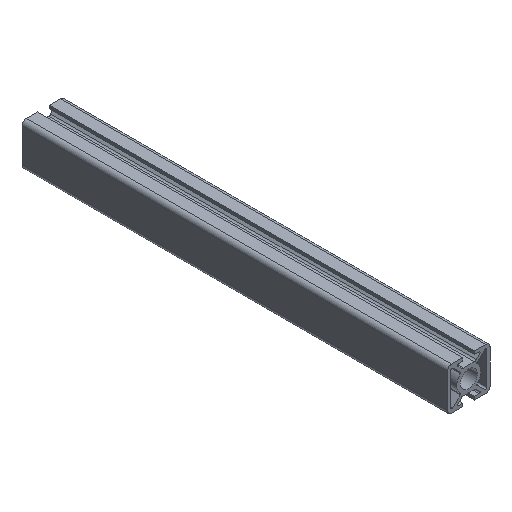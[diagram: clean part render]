
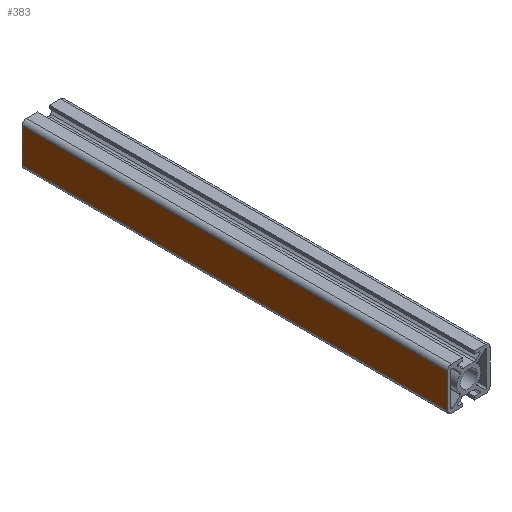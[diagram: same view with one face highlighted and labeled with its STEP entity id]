
A CAD part, isometric view. The second image highlights one B-rep face of the part: STEP entity #383.
In plain terms, the highlighted face is planar.
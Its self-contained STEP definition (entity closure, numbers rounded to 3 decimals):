
#25 = AXIS2_PLACEMENT_3D ( 'NONE', #597, #595, #598 ) ;
#34 = VECTOR ( 'NONE', #635, 1000. ) ;
#129 = VECTOR ( 'NONE', #1533, 1000. ) ;
#207 = VECTOR ( 'NONE', #1611, 1000. ) ;
#216 = VECTOR ( 'NONE', #1621, 1000. ) ;
#383 = ADVANCED_FACE ( 'PLANAR_10', ( #593 ), #594, .T. ) ;
#390 = EDGE_CURVE ( 'NONE', #1304, #1254, #633, .T. ) ;
#453 = EDGE_CURVE ( 'NONE', #1254, #1231, #1528, .T. ) ;
#479 = EDGE_CURVE ( 'NONE', #1304, #1252, #1604, .T. ) ;
#480 = EDGE_CURVE ( 'NONE', #1252, #1231, #1607, .T. ) ;
#593 = FACE_OUTER_BOUND ( 'NONE', #796, .T. ) ;
#594 = PLANE ( 'NONE',  #25 ) ;
#595 = DIRECTION ( 'NONE',  ( 1., 0., 0. ) ) ;
#597 = CARTESIAN_POINT ( 'NONE',  ( 15., -12., -300. ) ) ;
#598 = DIRECTION ( 'NONE',  ( 0., 0., -1. ) ) ;
#631 = CARTESIAN_POINT ( 'NONE',  ( 15., -12., -300. ) ) ;
#633 = LINE ( 'NONE', #631, #34 ) ;
#635 = DIRECTION ( 'NONE',  ( 0., 0., 1. ) ) ;
#796 = EDGE_LOOP ( 'NONE', ( #926, #875, #928, #932 ) ) ;
#875 = ORIENTED_EDGE ( 'NONE', *, *, #390, .F. ) ;
#926 = ORIENTED_EDGE ( 'NONE', *, *, #453, .F. ) ;
#928 = ORIENTED_EDGE ( 'NONE', *, *, #479, .T. ) ;
#932 = ORIENTED_EDGE ( 'NONE', *, *, #480, .T. ) ;
#1231 = VERTEX_POINT ( 'NONE', #1767 ) ;
#1252 = VERTEX_POINT ( 'NONE', #1793 ) ;
#1254 = VERTEX_POINT ( 'NONE', #1795 ) ;
#1304 = VERTEX_POINT ( 'NONE', #1817 ) ;
#1528 = LINE ( 'NONE', #1532, #129 ) ;
#1532 = CARTESIAN_POINT ( 'NONE',  ( 15., -12., 0. ) ) ;
#1533 = DIRECTION ( 'NONE',  ( 0., 1., 0. ) ) ;
#1601 = CARTESIAN_POINT ( 'NONE',  ( 15., -12., -300. ) ) ;
#1604 = LINE ( 'NONE', #1601, #207 ) ;
#1607 = LINE ( 'NONE', #1612, #216 ) ;
#1611 = DIRECTION ( 'NONE',  ( 0., 1., 0. ) ) ;
#1612 = CARTESIAN_POINT ( 'NONE',  ( 15., 12., -300. ) ) ;
#1621 = DIRECTION ( 'NONE',  ( 0., 0., 1. ) ) ;
#1767 = CARTESIAN_POINT ( 'NONE',  ( 15., 12., 0. ) ) ;
#1793 = CARTESIAN_POINT ( 'NONE',  ( 15., 12., -300. ) ) ;
#1795 = CARTESIAN_POINT ( 'NONE',  ( 15., -12., 0. ) ) ;
#1817 = CARTESIAN_POINT ( 'NONE',  ( 15., -12., -300. ) ) ;
